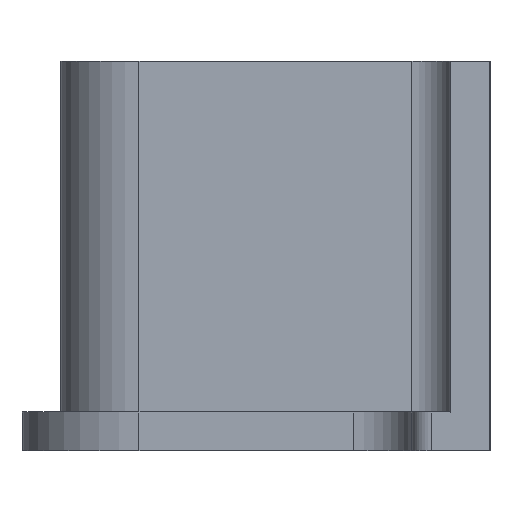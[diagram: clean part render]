
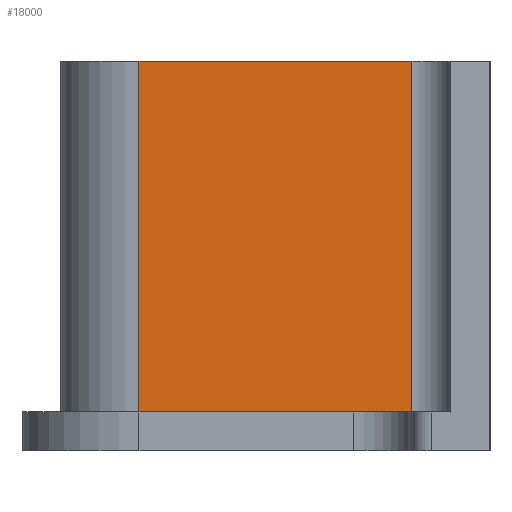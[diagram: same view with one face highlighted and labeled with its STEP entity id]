
A CAD part, left-side view. The second image highlights one B-rep face of the part: STEP entity #18000.
In plain terms, the highlighted planar face has unit normal (-1, 0, 0).
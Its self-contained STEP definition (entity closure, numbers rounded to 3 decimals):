
#290=CARTESIAN_POINT('',(-67.,4.,4.));
#300=VERTEX_POINT('',#290);
#330=CARTESIAN_POINT('',(-67.,0.,4.));
#340=DIRECTION('',(0.,-1.,0.));
#350=VECTOR('',#340,1.);
#360=LINE('',#330,#350);
#370=CARTESIAN_POINT('',(-67.,18.,4.));
#380=VERTEX_POINT('',#370);
#390=EDGE_CURVE('',#380,#300,#360,.T.);
#17700=CARTESIAN_POINT('',(-67.,2.,0.));
#17710=DIRECTION('',(1.,0.,0.));
#17720=DIRECTION('',(0.,-1.,0.));
#17730=AXIS2_PLACEMENT_3D('',#17700,#17710,#17720);
#17740=PLANE('',#17730);
#17750=CARTESIAN_POINT('',(-67.,0.,-14.));
#17760=DIRECTION('',(0.,1.,0.));
#17770=VECTOR('',#17760,1.);
#17780=LINE('',#17750,#17770);
#17790=CARTESIAN_POINT('',(-67.,4.,-14.));
#17800=VERTEX_POINT('',#17790);
#17810=CARTESIAN_POINT('',(-67.,18.,-14.));
#17820=VERTEX_POINT('',#17810);
#17830=EDGE_CURVE('',#17800,#17820,#17780,.T.);
#17840=ORIENTED_EDGE('',*,*,#17830,.F.);
#17850=CARTESIAN_POINT('',(-67.,18.,0.));
#17860=DIRECTION('',(0.,0.,1.));
#17870=VECTOR('',#17860,1.);
#17880=LINE('',#17850,#17870);
#17890=EDGE_CURVE('',#17820,#380,#17880,.T.);
#17900=ORIENTED_EDGE('',*,*,#17890,.F.);
#17910=ORIENTED_EDGE('',*,*,#390,.F.);
#17920=CARTESIAN_POINT('',(-67.,4.,0.));
#17930=DIRECTION('',(0.,0.,1.));
#17940=VECTOR('',#17930,1.);
#17950=LINE('',#17920,#17940);
#17960=EDGE_CURVE('',#17800,#300,#17950,.T.);
#17970=ORIENTED_EDGE('',*,*,#17960,.T.);
#17980=EDGE_LOOP('',(#17970,#17910,#17900,#17840));
#17990=FACE_OUTER_BOUND('',#17980,.T.);
#18000=ADVANCED_FACE('',(#17990),#17740,.F.);
